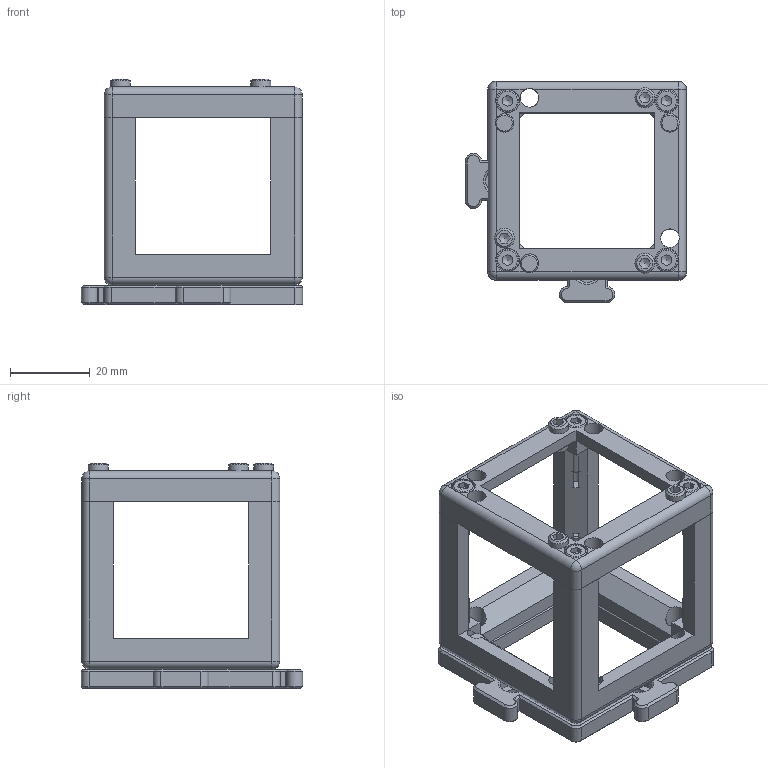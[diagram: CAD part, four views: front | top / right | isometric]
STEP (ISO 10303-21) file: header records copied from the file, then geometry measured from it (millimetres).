
FILE_DESCRIPTION(/* description */ (''),/* implementation_level */ '2;1');
FILE_NAME(/* name */ 'Assembly_Cube_empty_1x1_withBase_v3.iam.step',/* time_stamp */ '2022-11-29T09:03:43+01:00',/* author */ ('marsikova'),/* organization */ ('UC2'),/* preprocessor_version */ 'ST-DEVELOPER v18.1',/* originating_system */ 'Autodesk Inventor 2022',/* authorisation */ '');
FILE_SCHEMA (('AUTOMOTIVE_DESIGN { 1 0 10303 214 3 1 1 }'));
Length unit declared in the file: millimetre
Products named in the file (7): DWG01; 10_Cube_1x1_v3; 10_Lid_1x1_v3; 10_Base_puzzle_v3; 00_BallMagnets_5mm; ISO 4026 - M5 x 8; DIN 912 - M3 x 12
Assembly tree (18 placements, depth 2):
  DWG01
    10_Cube_1x1_v3
    10_Lid_1x1_v3
    DIN 912 - M3 x 12  x8
    10_Base_puzzle_v3
    00_BallMagnets_5mm
    ISO 4026 - M5 x 8  x6
Bounding box: 55.6 x 55.6 x 56.8 mm (x, y, z)
Volume: 28932.9 mm3; surface area: 23625.4 mm2
Topology: 21 solids, 21 shells, 530 faces, 1424 edges, 905 vertices
Faces by surface type: plane 309, cylinder 114, cone 67, torus 22, sphere 18
Full cylindrical faces by diameter (mm): 2.8 x4, 3 x8, 3.2 x6, 4.7 x16, 5 x6, 5.5 x12, 6 x4, 7 x2
Entity records: 12281 total; most frequent: CARTESIAN_POINT 2275, DIRECTION 2066, ORIENTED_EDGE 2024, EDGE_CURVE 1012, AXIS2_PLACEMENT_3D 708, LINE 650, VECTOR 650, VERTEX_POINT 637
